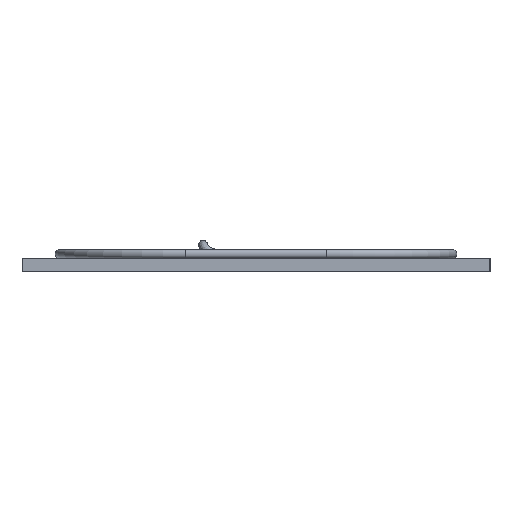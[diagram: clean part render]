
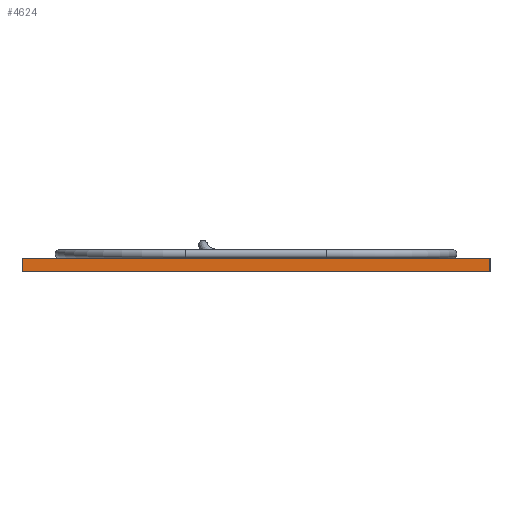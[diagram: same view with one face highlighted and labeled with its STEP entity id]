
A CAD part, left-side view. The second image highlights one B-rep face of the part: STEP entity #4624.
In plain terms, the highlighted planar face has unit normal (-1, 0, 0).
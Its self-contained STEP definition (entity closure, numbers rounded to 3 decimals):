
#509=ORIENTED_EDGE('',*,*,#1230,.F.);
#510=ORIENTED_EDGE('',*,*,#1283,.F.);
#511=ORIENTED_EDGE('',*,*,#1284,.T.);
#512=ORIENTED_EDGE('',*,*,#1285,.T.);
#1230=EDGE_CURVE('',#1619,#1620,#1897,.T.);
#1283=EDGE_CURVE('',#1670,#1619,#1916,.T.);
#1284=EDGE_CURVE('',#1670,#1671,#1917,.T.);
#1285=EDGE_CURVE('',#1671,#1620,#1918,.T.);
#1619=VERTEX_POINT('',#6205);
#1620=VERTEX_POINT('',#6207);
#1670=VERTEX_POINT('',#6482);
#1671=VERTEX_POINT('',#6486);
#1897=LINE('',#6206,#2041);
#1916=LINE('',#6483,#2060);
#1917=LINE('',#6485,#2061);
#1918=LINE('',#6487,#2062);
#2041=VECTOR('',#5190,1000.);
#2060=VECTOR('',#5213,1000.);
#2061=VECTOR('',#5216,1000.);
#2062=VECTOR('',#5217,1000.);
#2188=EDGE_LOOP('',(#509,#510,#511,#512));
#2560=FACE_BOUND('',#2188,.T.);
#2918=PLANE('',#4865);
#4624=ADVANCED_FACE('',(#2560),#2918,.T.);
#4865=AXIS2_PLACEMENT_3D('',#6484,#5214,#5215);
#5190=DIRECTION('',(0.,-1.,0.));
#5213=DIRECTION('',(0.,0.,1.));
#5214=DIRECTION('',(-1.,0.,0.));
#5215=DIRECTION('',(0.,-1.,0.));
#5216=DIRECTION('',(0.,-1.,0.));
#5217=DIRECTION('',(0.,0.,1.));
#6205=CARTESIAN_POINT('',(-26.5,26.5,0.));
#6206=CARTESIAN_POINT('',(-26.5,26.5,0.));
#6207=CARTESIAN_POINT('',(-26.5,-26.5,0.));
#6482=CARTESIAN_POINT('',(-26.5,26.5,-1.5));
#6483=CARTESIAN_POINT('',(-26.5,26.5,-1.5));
#6484=CARTESIAN_POINT('',(-26.5,26.5,-1.5));
#6485=CARTESIAN_POINT('',(-26.5,26.5,-1.5));
#6486=CARTESIAN_POINT('',(-26.5,-26.5,-1.5));
#6487=CARTESIAN_POINT('',(-26.5,-26.5,-1.5));
